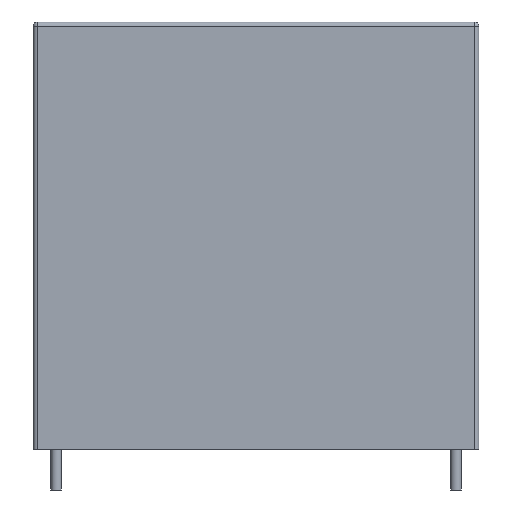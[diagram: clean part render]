
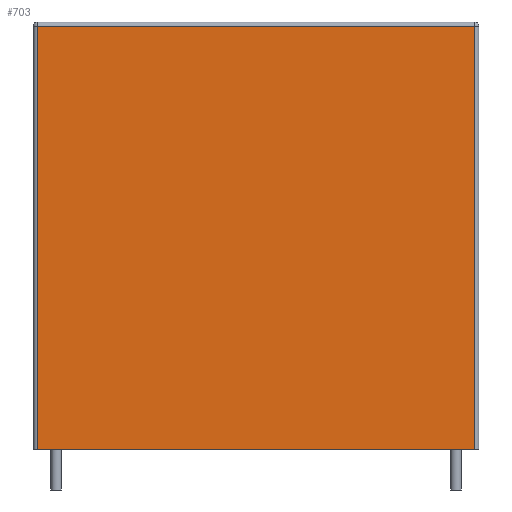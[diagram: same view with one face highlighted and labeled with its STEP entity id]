
A CAD part, front view. The second image highlights one B-rep face of the part: STEP entity #703.
In plain terms, the highlighted planar face has unit normal (0, -1, 0).
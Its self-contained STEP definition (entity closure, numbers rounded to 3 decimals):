
#268=CARTESIAN_POINT('',(20.5,-10.15,39.7));
#269=VERTEX_POINT('',#268);
#292=CARTESIAN_POINT('',(-20.5,-10.15,39.7));
#293=VERTEX_POINT('',#292);
#535=CARTESIAN_POINT('',(-20.5,-10.15,39.7));
#536=DIRECTION('',(1.0,0.0,0.0));
#537=VECTOR('',#536,41.0);
#538=LINE('',#535,#537);
#539=EDGE_CURVE('',#293,#269,#538,.T.);
#551=CARTESIAN_POINT('',(-20.5,-10.15,0.0));
#552=VERTEX_POINT('',#551);
#560=CARTESIAN_POINT('',(-20.5,-10.15,0.0));
#561=DIRECTION('',(0.0,0.0,1.0));
#562=VECTOR('',#561,39.7);
#563=LINE('',#560,#562);
#564=EDGE_CURVE('',#552,#293,#563,.T.);
#581=CARTESIAN_POINT('',(20.5,-10.15,0.0));
#582=VERTEX_POINT('',#581);
#599=CARTESIAN_POINT('',(20.5,-10.15,39.7));
#600=DIRECTION('',(0.0,0.0,-1.0));
#601=VECTOR('',#600,39.7);
#602=LINE('',#599,#601);
#603=EDGE_CURVE('',#269,#582,#602,.T.);
#664=CARTESIAN_POINT('',(20.5,-10.15,0.0));
#665=DIRECTION('',(-1.0,0.0,0.0));
#666=VECTOR('',#665,41.0);
#667=LINE('',#664,#666);
#668=EDGE_CURVE('',#582,#552,#667,.T.);
#692=CARTESIAN_POINT('',(0.,-10.15,20.05));
#693=DIRECTION('',(0.0,1.0,0.0));
#694=DIRECTION('',(0.0,0.0,1.0));
#695=AXIS2_PLACEMENT_3D('',#692,#693,#694);
#696=PLANE('',#695);
#697=ORIENTED_EDGE('',*,*,#564,.F.);
#698=ORIENTED_EDGE('',*,*,#668,.F.);
#699=ORIENTED_EDGE('',*,*,#603,.F.);
#700=ORIENTED_EDGE('',*,*,#539,.F.);
#701=EDGE_LOOP('',(#697,#698,#699,#700));
#702=FACE_OUTER_BOUND('',#701,.T.);
#703=ADVANCED_FACE('',(#702),#696,.F.);
